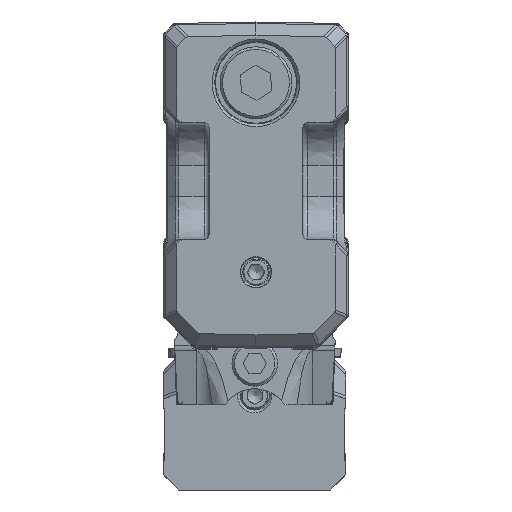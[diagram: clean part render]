
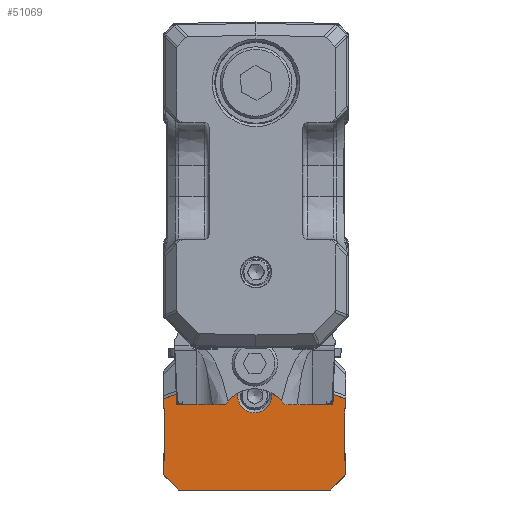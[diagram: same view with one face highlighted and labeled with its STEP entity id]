
A CAD part, front view. The second image highlights one B-rep face of the part: STEP entity #51069.
In plain terms, the highlighted planar face has unit normal (0, -1, 0).
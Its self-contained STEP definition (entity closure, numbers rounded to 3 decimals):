
#23081=PLANE('',#123233);
#35392=LINE('',#199947,#43723);
#35393=LINE('',#199949,#43724);
#35406=LINE('',#199985,#43737);
#35427=LINE('',#200047,#43758);
#35433=LINE('',#200069,#43764);
#35444=LINE('',#200097,#43775);
#35656=LINE('',#201166,#43987);
#35675=LINE('',#201327,#44006);
#35685=LINE('',#201351,#44016);
#36313=LINE('',#212973,#44717);
#36326=LINE('',#213002,#44730);
#36474=LINE('',#214683,#44878);
#36490=LINE('',#214767,#44894);
#36524=LINE('',#214924,#44928);
#36527=LINE('',#214930,#44931);
#36625=LINE('',#215597,#45029);
#36637=LINE('',#215627,#45041);
#36638=LINE('',#215630,#45042);
#43723=VECTOR('',#142538,1.);
#43724=VECTOR('',#142541,1.);
#43737=VECTOR('',#142568,1.);
#43758=VECTOR('',#142623,1.);
#43764=VECTOR('',#142643,1.);
#43775=VECTOR('',#142666,1.);
#43987=VECTOR('',#143608,1.);
#44006=VECTOR('',#143669,1.);
#44016=VECTOR('',#143689,1.);
#44717=VECTOR('',#146424,1.);
#44730=VECTOR('',#146451,1.);
#44878=VECTOR('',#146967,1.);
#44894=VECTOR('',#147049,1.);
#44928=VECTOR('',#147139,1.);
#44931=VECTOR('',#147146,1.);
#45029=VECTOR('',#147570,1.);
#45041=VECTOR('',#147618,1.);
#45042=VECTOR('',#147623,1.);
#51069=ADVANCED_FACE('',(#52202,#52203),#23081,.F.);
#52202=FACE_BOUND('',#58273,.T.);
#52203=FACE_BOUND('',#58274,.T.);
#58273=EDGE_LOOP('',(#85605,#85606,#85607,#85608,#85609,#85610,#85611,#85612,
#85613,#85614,#85615,#85616,#85617,#85618,#85619,#85620,#85621,#85622,#85623,
#85624,#85625,#85626));
#58274=EDGE_LOOP('',(#85627));
#85605=ORIENTED_EDGE('',*,*,#109208,.T.);
#85606=ORIENTED_EDGE('',*,*,#106303,.T.);
#85607=ORIENTED_EDGE('',*,*,#106304,.F.);
#85608=ORIENTED_EDGE('',*,*,#106322,.T.);
#85609=ORIENTED_EDGE('',*,*,#109207,.T.);
#85610=ORIENTED_EDGE('',*,*,#108956,.T.);
#85611=ORIENTED_EDGE('',*,*,#106890,.F.);
#85612=ORIENTED_EDGE('',*,*,#109023,.T.);
#85613=ORIENTED_EDGE('',*,*,#109195,.T.);
#85614=ORIENTED_EDGE('',*,*,#106377,.T.);
#85615=ORIENTED_EDGE('',*,*,#106363,.T.);
#85616=ORIENTED_EDGE('',*,*,#106352,.T.);
#85617=ORIENTED_EDGE('',*,*,#106877,.T.);
#85618=ORIENTED_EDGE('',*,*,#109026,.F.);
#85619=ORIENTED_EDGE('',*,*,#108674,.F.);
#85620=ORIENTED_EDGE('',*,*,#108676,.F.);
#85621=ORIENTED_EDGE('',*,*,#109085,.F.);
#85622=ORIENTED_EDGE('',*,*,#106828,.T.);
#85623=ORIENTED_EDGE('',*,*,#109087,.T.);
#85624=ORIENTED_EDGE('',*,*,#108981,.T.);
#85625=ORIENTED_EDGE('',*,*,#108980,.T.);
#85626=ORIENTED_EDGE('',*,*,#108661,.T.);
#85627=ORIENTED_EDGE('',*,*,#106604,.T.);
#93503=VERTEX_POINT('',#199944);
#93504=VERTEX_POINT('',#199946);
#93505=VERTEX_POINT('',#199950);
#93520=VERTEX_POINT('',#199984);
#93541=VERTEX_POINT('',#200041);
#93544=VERTEX_POINT('',#200046);
#93554=VERTEX_POINT('',#200070);
#93563=VERTEX_POINT('',#200094);
#93749=VERTEX_POINT('',#200658);
#93927=VERTEX_POINT('',#201165);
#93928=VERTEX_POINT('',#201167);
#93974=VERTEX_POINT('',#201326);
#93983=VERTEX_POINT('',#201350);
#93984=VERTEX_POINT('',#201352);
#95109=VERTEX_POINT('',#212972);
#95110=VERTEX_POINT('',#212974);
#95116=VERTEX_POINT('',#212995);
#95117=VERTEX_POINT('',#212997);
#95118=VERTEX_POINT('',#213001);
#95236=VERTEX_POINT('',#214681);
#95247=VERTEX_POINT('',#214764);
#95248=VERTEX_POINT('',#214768);
#95262=VERTEX_POINT('',#214923);
#106303=EDGE_CURVE('',#93503,#93504,#35392,.T.);
#106304=EDGE_CURVE('',#93505,#93504,#35393,.T.);
#106322=EDGE_CURVE('',#93505,#93520,#35406,.T.);
#106352=EDGE_CURVE('',#93541,#93544,#35427,.T.);
#106363=EDGE_CURVE('',#93554,#93541,#35433,.T.);
#106377=EDGE_CURVE('',#93563,#93554,#35444,.T.);
#106604=EDGE_CURVE('',#93749,#93749,#111951,.T.);
#106828=EDGE_CURVE('',#93928,#93927,#35656,.T.);
#106877=EDGE_CURVE('',#93544,#93974,#35675,.T.);
#106890=EDGE_CURVE('',#93983,#93984,#35685,.T.);
#108661=EDGE_CURVE('',#95110,#95109,#36313,.T.);
#108674=EDGE_CURVE('',#95117,#95116,#112511,.T.);
#108676=EDGE_CURVE('',#95118,#95117,#36326,.T.);
#108956=EDGE_CURVE('',#95236,#93984,#36474,.T.);
#108980=EDGE_CURVE('',#95247,#95110,#112545,.T.);
#108981=EDGE_CURVE('',#95248,#95247,#36490,.T.);
#109023=EDGE_CURVE('',#93983,#95262,#36524,.T.);
#109026=EDGE_CURVE('',#95116,#93974,#36527,.T.);
#109085=EDGE_CURVE('',#93928,#95118,#112561,.T.);
#109087=EDGE_CURVE('',#93927,#95248,#112562,.T.);
#109195=EDGE_CURVE('',#95262,#93563,#36625,.T.);
#109207=EDGE_CURVE('',#93520,#95236,#36637,.T.);
#109208=EDGE_CURVE('',#95109,#93503,#36638,.T.);
#111951=CIRCLE('',#121575,1.7);
#112511=CIRCLE('',#122800,0.8);
#112545=CIRCLE('',#123017,0.8);
#112561=CIRCLE('',#123109,0.8);
#112562=CIRCLE('',#123113,0.8);
#121575=AXIS2_PLACEMENT_3D('',#200657,#143143,#143144);
#122800=AXIS2_PLACEMENT_3D('',#212998,#146446,#146447);
#123017=AXIS2_PLACEMENT_3D('',#214765,#147045,#147046);
#123109=AXIS2_PLACEMENT_3D('',#215247,#147290,#147291);
#123113=AXIS2_PLACEMENT_3D('',#215252,#147299,#147300);
#123233=AXIS2_PLACEMENT_3D('',#215632,#147626,#147627);
#142538=DIRECTION('',(1.,0.,0.));
#142541=DIRECTION('',(0.,0.,1.));
#142568=DIRECTION('',(-1.,0.,0.));
#142623=DIRECTION('',(1.,0.,0.));
#142643=DIRECTION('',(0.,0.,1.));
#142666=DIRECTION('',(-1.,0.,0.));
#143143=DIRECTION('',(0.,1.,0.));
#143144=DIRECTION('',(-1.,0.,0.));
#143608=DIRECTION('',(-1.,0.,0.));
#143669=DIRECTION('',(0.,0.,1.));
#143689=DIRECTION('',(-1.,0.,0.));
#146424=DIRECTION('',(-0.94,0.,-0.342));
#146446=DIRECTION('',(0.,-1.,0.));
#146447=DIRECTION('',(-1.,0.,0.));
#146451=DIRECTION('',(-0.5,0.,-0.866));
#146967=DIRECTION('',(0.707,0.,-0.707));
#147045=DIRECTION('',(0.,1.,0.));
#147046=DIRECTION('',(-1.,0.,0.));
#147049=DIRECTION('',(0.5,0.,-0.866));
#147139=DIRECTION('',(0.707,0.,0.707));
#147146=DIRECTION('',(0.94,0.,-0.342));
#147290=DIRECTION('',(0.,1.,0.));
#147291=DIRECTION('',(-1.,0.,0.));
#147299=DIRECTION('',(0.,-1.,0.));
#147300=DIRECTION('',(-1.,0.,0.));
#147570=DIRECTION('',(0.,0.,1.));
#147618=DIRECTION('',(0.,0.,-1.));
#147623=DIRECTION('',(0.,0.,-1.));
#147626=DIRECTION('',(0.,1.,0.));
#147627=DIRECTION('',(0.,0.,1.));
#199944=CARTESIAN_POINT('',(-9.,152.5,-38.2));
#199946=CARTESIAN_POINT('',(-8.885,152.5,-38.2));
#199947=CARTESIAN_POINT('',(0.,152.5,-38.2));
#199949=CARTESIAN_POINT('',(-8.885,152.5,-46.2));
#199950=CARTESIAN_POINT('',(-8.885,152.5,-43.285));
#199984=CARTESIAN_POINT('',(-9.,152.5,-43.285));
#199985=CARTESIAN_POINT('',(0.,152.5,-43.285));
#200041=CARTESIAN_POINT('',(8.885,152.5,-38.2));
#200046=CARTESIAN_POINT('',(9.,152.5,-38.2));
#200047=CARTESIAN_POINT('',(0.,152.5,-38.2));
#200069=CARTESIAN_POINT('',(8.885,152.5,-46.2));
#200070=CARTESIAN_POINT('',(8.885,152.5,-43.285));
#200094=CARTESIAN_POINT('',(9.,152.5,-43.285));
#200097=CARTESIAN_POINT('',(0.,152.5,-43.285));
#200657=CARTESIAN_POINT('',(0.,152.5,-36.874));
#200658=CARTESIAN_POINT('',(-1.7,152.5,-36.874));
#201165=CARTESIAN_POINT('',(-5.922,152.5,-33.2));
#201166=CARTESIAN_POINT('',(0.,152.5,-33.2));
#201167=CARTESIAN_POINT('',(5.922,152.5,-33.2));
#201326=CARTESIAN_POINT('',(9.,152.5,-37.2));
#201327=CARTESIAN_POINT('',(9.,152.5,-46.2));
#201350=CARTESIAN_POINT('',(7.5,152.5,-46.2));
#201351=CARTESIAN_POINT('',(0.,152.5,-46.2));
#201352=CARTESIAN_POINT('',(-7.5,152.5,-46.2));
#212972=CARTESIAN_POINT('',(-9.,152.5,-37.2));
#212973=CARTESIAN_POINT('',(-3.945,152.5,-35.36));
#212974=CARTESIAN_POINT('',(-5.922,152.5,-36.08));
#212995=CARTESIAN_POINT('',(5.922,152.5,-36.08));
#212997=CARTESIAN_POINT('',(5.502,152.5,-34.928));
#212998=CARTESIAN_POINT('',(6.195,152.5,-35.328));
#213001=CARTESIAN_POINT('',(5.985,152.5,-34.092));
#213002=CARTESIAN_POINT('',(-0.754,152.5,-45.765));
#214681=CARTESIAN_POINT('',(-9.,152.5,-44.7));
#214683=CARTESIAN_POINT('',(-3.75,152.5,-49.95));
#214764=CARTESIAN_POINT('',(-5.502,152.5,-34.928));
#214765=CARTESIAN_POINT('',(-6.195,152.5,-35.328));
#214767=CARTESIAN_POINT('',(0.754,152.5,-45.765));
#214768=CARTESIAN_POINT('',(-5.985,152.5,-34.092));
#214923=CARTESIAN_POINT('',(9.,152.5,-44.7));
#214924=CARTESIAN_POINT('',(3.75,152.5,-49.95));
#214930=CARTESIAN_POINT('',(3.945,152.5,-35.36));
#215247=CARTESIAN_POINT('',(5.292,152.5,-33.692));
#215252=CARTESIAN_POINT('',(-5.292,152.5,-33.692));
#215597=CARTESIAN_POINT('',(9.,152.5,-46.2));
#215627=CARTESIAN_POINT('',(-9.,152.5,-46.2));
#215630=CARTESIAN_POINT('',(-9.,152.5,-46.2));
#215632=CARTESIAN_POINT('',(0.,152.5,-46.2));
